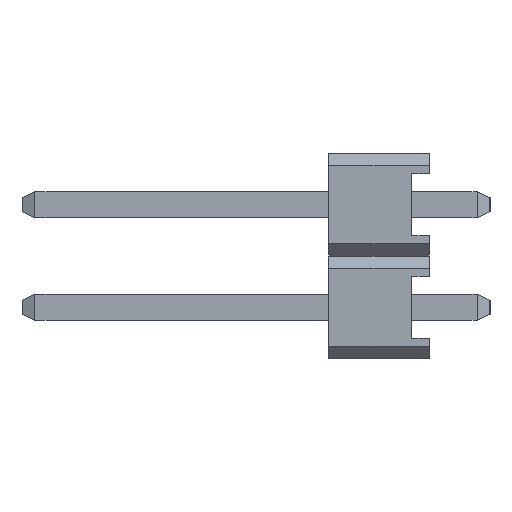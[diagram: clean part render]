
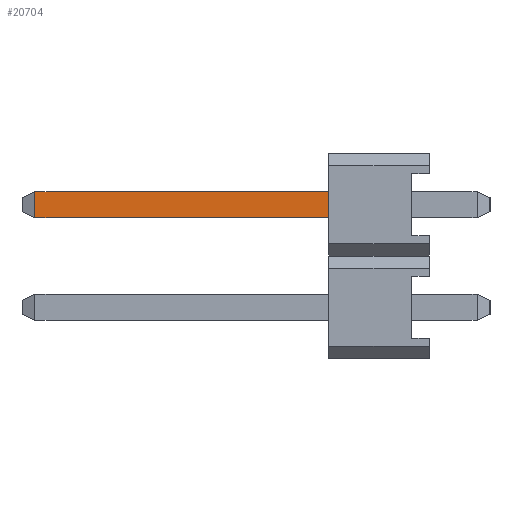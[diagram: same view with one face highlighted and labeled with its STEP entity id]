
A CAD part, left-side view. The second image highlights one B-rep face of the part: STEP entity #20704.
In plain terms, the highlighted planar face has unit normal (-1, 0, 0).
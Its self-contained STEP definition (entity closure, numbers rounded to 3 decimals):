
#1472 = CARTESIAN_POINT ( 'NONE',  ( -0.325, 9.778, -0.325 ) ) ;
#1473 = DIRECTION ( 'NONE',  ( 0., 0., -1. ) ) ;
#1474 = VECTOR ( 'NONE', #1473, 1000. ) ;
#1475 = CARTESIAN_POINT ( 'NONE',  ( -0.325, 9.778, 0.325 ) ) ;
#1476 = LINE ( 'NONE', #1475, #1474 ) ;
#1477 = CARTESIAN_POINT ( 'NONE',  ( -0.325, 9.778, 0.325 ) ) ;
#1542 = PLANE ( 'NONE',  #1600 ) ;
#1543 = FACE_OUTER_BOUND ( 'NONE', #20703, .T. ) ;
#1544 = DIRECTION ( 'NONE',  ( 0., -1., 0. ) ) ;
#1545 = VECTOR ( 'NONE', #1544, 1000. ) ;
#1546 = CARTESIAN_POINT ( 'NONE',  ( -0.325, 10.1, 0.325 ) ) ;
#1547 = LINE ( 'NONE', #1546, #1545 ) ;
#1597 = DIRECTION ( 'NONE',  ( 0., 0., -1. ) ) ;
#1598 = DIRECTION ( 'NONE',  ( 1., 0., 0. ) ) ;
#1599 = CARTESIAN_POINT ( 'NONE',  ( -0.325, 10.1, 0.325 ) ) ;
#1600 = AXIS2_PLACEMENT_3D ( 'NONE', #1599, #1598, #1597 ) ;
#1628 = VECTOR ( 'NONE', #1652, 1000. ) ;
#1629 = CARTESIAN_POINT ( 'NONE',  ( -0.325, 10.1, -0.325 ) ) ;
#1630 = LINE ( 'NONE', #1629, #1628 ) ;
#1652 = DIRECTION ( 'NONE',  ( 0., -1., 0. ) ) ;
#5102 = CARTESIAN_POINT ( 'NONE',  ( -0.325, 2.5, 0.325 ) ) ;
#5103 = CARTESIAN_POINT ( 'NONE',  ( -0.325, 2.5, -0.325 ) ) ;
#5104 = DIRECTION ( 'NONE',  ( 0., 0., 1. ) ) ;
#5105 = VECTOR ( 'NONE', #5104, 1000. ) ;
#5106 = CARTESIAN_POINT ( 'NONE',  ( -0.325, 2.5, 1.27 ) ) ;
#5107 = LINE ( 'NONE', #5106, #5105 ) ;
#17385 = EDGE_CURVE ( 'NONE', #17386, #17387, #5107, .T. ) ;
#17386 = VERTEX_POINT ( 'NONE', #5103 ) ;
#17387 = VERTEX_POINT ( 'NONE', #5102 ) ;
#20658 = ORIENTED_EDGE ( 'NONE', *, *, #20712, .T. ) ;
#20659 = VERTEX_POINT ( 'NONE', #1477 ) ;
#20660 = ORIENTED_EDGE ( 'NONE', *, *, #20661, .T. ) ;
#20661 = EDGE_CURVE ( 'NONE', #20659, #20662, #1476, .T. ) ;
#20662 = VERTEX_POINT ( 'NONE', #1472 ) ;
#20688 = ORIENTED_EDGE ( 'NONE', *, *, #20702, .F. ) ;
#20702 = EDGE_CURVE ( 'NONE', #20659, #17387, #1547, .T. ) ;
#20703 = EDGE_LOOP ( 'NONE', ( #20688, #20660, #20658, #20713 ) ) ;
#20704 = ADVANCED_FACE ( 'NONE', ( #1543 ), #1542, .F. ) ;
#20712 = EDGE_CURVE ( 'NONE', #20662, #17386, #1630, .T. ) ;
#20713 = ORIENTED_EDGE ( 'NONE', *, *, #17385, .T. ) ;
